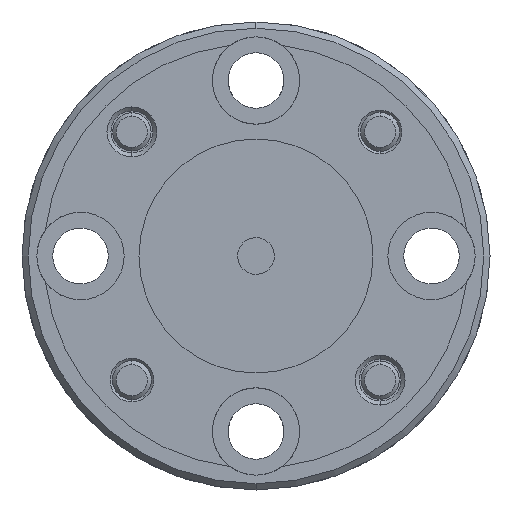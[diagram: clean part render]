
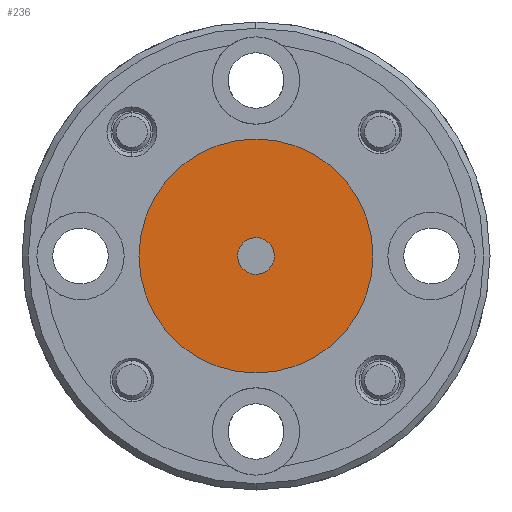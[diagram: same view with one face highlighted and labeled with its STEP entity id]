
A CAD part, left-side view. The second image highlights one B-rep face of the part: STEP entity #236.
In plain terms, the highlighted planar face has unit normal (-1, 0, 0).
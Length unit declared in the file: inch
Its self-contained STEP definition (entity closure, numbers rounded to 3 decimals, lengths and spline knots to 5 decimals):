
#34 = CARTESIAN_POINT ( 'NONE',  ( -0.7, 0.0184, 0.02332 ) ) ;
#153 = CARTESIAN_POINT ( 'NONE',  ( -0.7, 0.00407, -0.0295 ) ) ;
#236 = ADVANCED_FACE ( 'NONE', ( #2671, #6033 ), #1898, .T. ) ;
#277 = ORIENTED_EDGE ( 'NONE', *, *, #6677, .F. ) ;
#709 = CARTESIAN_POINT ( 'NONE',  ( -0.7, 0.00407, 0.0295 ) ) ;
#778 = DIRECTION ( 'NONE',  ( 1., 0., 0. ) ) ;
#834 = CARTESIAN_POINT ( 'NONE',  ( -0.7, 0.0184, -0.02332 ) ) ;
#847 = AXIS2_PLACEMENT_3D ( 'NONE', #8014, #2628, #7246 ) ;
#996 = VERTEX_POINT ( 'NONE', #2745 ) ;
#1195 = CARTESIAN_POINT ( 'NONE',  ( -0.7, 0.02086, 0.02086 ) ) ;
#1400 = CARTESIAN_POINT ( 'NONE',  ( -0.7, -0.0153, 0.02552 ) ) ;
#1557 = B_SPLINE_CURVE_WITH_KNOTS ( 'NONE', 3,
 ( #8060, #834, #3542, #5549, #153, #2987, #2188, #8309, #6287, #5595 ),
 .UNSPECIFIED., .F., .F.,
 ( 4, 2, 2, 2, 4 ),
 ( 0., 0.25, 0.5, 0.75, 1. ),
 .UNSPECIFIED. ) ;
#1618 = VERTEX_POINT ( 'NONE', #1934 ) ;
#1748 = ORIENTED_EDGE ( 'NONE', *, *, #4671, .F. ) ;
#1898 = PLANE ( 'NONE',  #847 ) ;
#1934 = CARTESIAN_POINT ( 'NONE',  ( -0.7, -0.02086, 0.02086 ) ) ;
#2051 = AXIS2_PLACEMENT_3D ( 'NONE', #3114, #5808, #2974 ) ;
#2061 = CARTESIAN_POINT ( 'NONE',  ( -0.7, -0.02552, -0.0153 ) ) ;
#2116 = B_SPLINE_CURVE_WITH_KNOTS ( 'NONE', 3,
 ( #6084, #2834, #4857, #6898, #4684, #8818, #4027, #5553, #6848, #7600 ),
 .UNSPECIFIED., .F., .F.,
 ( 4, 2, 2, 2, 4 ),
 ( 0., 0.25, 0.5, 0.75, 1. ),
 .UNSPECIFIED. ) ;
#2188 = CARTESIAN_POINT ( 'NONE',  ( -0.7, -0.00813, -0.02862 ) ) ;
#2515 = EDGE_LOOP ( 'NONE', ( #4722, #3776 ) ) ;
#2548 = CARTESIAN_POINT ( 'NONE',  ( -0.7, -0.02086, -0.02086 ) ) ;
#2628 = DIRECTION ( 'NONE',  ( -1., 0., 0. ) ) ;
#2671 = FACE_BOUND ( 'NONE', #6414, .T. ) ;
#2745 = CARTESIAN_POINT ( 'NONE',  ( -0.7, 0., -0.1875 ) ) ;
#2771 = EDGE_CURVE ( 'NONE', #4849, #8732, #2116, .T. ) ;
#2834 = CARTESIAN_POINT ( 'NONE',  ( -0.7, 0.02332, 0.0184 ) ) ;
#2974 = DIRECTION ( 'NONE',  ( 0., 0., -1. ) ) ;
#2987 = CARTESIAN_POINT ( 'NONE',  ( -0.7, -0.00407, -0.0295 ) ) ;
#3114 = CARTESIAN_POINT ( 'NONE',  ( -0.7, 0., 0. ) ) ;
#3286 = CARTESIAN_POINT ( 'NONE',  ( -0.7, -0.02086, 0.02086 ) ) ;
#3376 = CARTESIAN_POINT ( 'NONE',  ( -0.7, -0.02862, -0.00813 ) ) ;
#3416 = CARTESIAN_POINT ( 'NONE',  ( -0.7, -0.02332, -0.0184 ) ) ;
#3422 = CARTESIAN_POINT ( 'NONE',  ( -0.7, 0.00813, 0.02862 ) ) ;
#3524 = CARTESIAN_POINT ( 'NONE',  ( -0.7, 0., 0. ) ) ;
#3542 = CARTESIAN_POINT ( 'NONE',  ( -0.7, 0.0153, -0.02552 ) ) ;
#3602 = DIRECTION ( 'NONE',  ( 0., 0., -1. ) ) ;
#3716 = ORIENTED_EDGE ( 'NONE', *, *, #2771, .F. ) ;
#3722 = ORIENTED_EDGE ( 'NONE', *, *, #4752, .F. ) ;
#3776 = ORIENTED_EDGE ( 'NONE', *, *, #4336, .F. ) ;
#4027 = CARTESIAN_POINT ( 'NONE',  ( -0.7, 0.02862, -0.00813 ) ) ;
#4066 = CARTESIAN_POINT ( 'NONE',  ( -0.7, -0.0295, 0.00407 ) ) ;
#4336 = EDGE_CURVE ( 'NONE', #5854, #996, #6989, .T. ) ;
#4671 = EDGE_CURVE ( 'NONE', #1618, #4849, #6958, .T. ) ;
#4679 = CARTESIAN_POINT ( 'NONE',  ( -0.7, -0.02086, -0.02086 ) ) ;
#4684 = CARTESIAN_POINT ( 'NONE',  ( -0.7, 0.0295, 0.00407 ) ) ;
#4693 = CIRCLE ( 'NONE', #6987, 0.1875 ) ;
#4722 = ORIENTED_EDGE ( 'NONE', *, *, #5294, .F. ) ;
#4752 = EDGE_CURVE ( 'NONE', #8732, #8274, #1557, .T. ) ;
#4811 = CARTESIAN_POINT ( 'NONE',  ( -0.7, -0.02332, 0.0184 ) ) ;
#4849 = VERTEX_POINT ( 'NONE', #1195 ) ;
#4857 = CARTESIAN_POINT ( 'NONE',  ( -0.7, 0.02552, 0.0153 ) ) ;
#5294 = EDGE_CURVE ( 'NONE', #996, #5854, #4693, .T. ) ;
#5476 = CARTESIAN_POINT ( 'NONE',  ( -0.7, -0.02086, 0.02086 ) ) ;
#5477 = CARTESIAN_POINT ( 'NONE',  ( -0.7, -0.00813, 0.02862 ) ) ;
#5549 = CARTESIAN_POINT ( 'NONE',  ( -0.7, 0.00813, -0.02862 ) ) ;
#5553 = CARTESIAN_POINT ( 'NONE',  ( -0.7, 0.02552, -0.0153 ) ) ;
#5595 = CARTESIAN_POINT ( 'NONE',  ( -0.7, -0.02086, -0.02086 ) ) ;
#5788 = CARTESIAN_POINT ( 'NONE',  ( -0.7, 0., 0.1875 ) ) ;
#5808 = DIRECTION ( 'NONE',  ( 1., 0., 0. ) ) ;
#5854 = VERTEX_POINT ( 'NONE', #5788 ) ;
#6033 = FACE_OUTER_BOUND ( 'NONE', #2515, .T. ) ;
#6084 = CARTESIAN_POINT ( 'NONE',  ( -0.7, 0.02086, 0.02086 ) ) ;
#6123 = CARTESIAN_POINT ( 'NONE',  ( -0.7, 0.0153, 0.02552 ) ) ;
#6287 = CARTESIAN_POINT ( 'NONE',  ( -0.7, -0.0184, -0.02332 ) ) ;
#6414 = EDGE_LOOP ( 'NONE', ( #3722, #3716, #1748, #277 ) ) ;
#6478 = B_SPLINE_CURVE_WITH_KNOTS ( 'NONE', 3,
 ( #4679, #3416, #2061, #3376, #7472, #4066, #8185, #7417, #4811, #5476 ),
 .UNSPECIFIED., .F., .F.,
 ( 4, 2, 2, 2, 4 ),
 ( 0., 0.25, 0.5, 0.75, 1. ),
 .UNSPECIFIED. ) ;
#6677 = EDGE_CURVE ( 'NONE', #8274, #1618, #6478, .T. ) ;
#6848 = CARTESIAN_POINT ( 'NONE',  ( -0.7, 0.02332, -0.0184 ) ) ;
#6898 = CARTESIAN_POINT ( 'NONE',  ( -0.7, 0.02862, 0.00813 ) ) ;
#6958 = B_SPLINE_CURVE_WITH_KNOTS ( 'NONE', 3,
 ( #3286, #7476, #1400, #5477, #8231, #709, #3422, #6123, #34, #8187 ),
 .UNSPECIFIED., .F., .F.,
 ( 4, 2, 2, 2, 4 ),
 ( 0., 0.25, 0.5, 0.75, 1. ),
 .UNSPECIFIED. ) ;
#6987 = AXIS2_PLACEMENT_3D ( 'NONE', #3524, #778, #3602 ) ;
#6989 = CIRCLE ( 'NONE', #2051, 0.1875 ) ;
#7246 = DIRECTION ( 'NONE',  ( 0., 0., 1. ) ) ;
#7417 = CARTESIAN_POINT ( 'NONE',  ( -0.7, -0.02552, 0.0153 ) ) ;
#7472 = CARTESIAN_POINT ( 'NONE',  ( -0.7, -0.0295, -0.00407 ) ) ;
#7476 = CARTESIAN_POINT ( 'NONE',  ( -0.7, -0.0184, 0.02332 ) ) ;
#7600 = CARTESIAN_POINT ( 'NONE',  ( -0.7, 0.02086, -0.02086 ) ) ;
#7629 = CARTESIAN_POINT ( 'NONE',  ( -0.7, 0.02086, -0.02086 ) ) ;
#8014 = CARTESIAN_POINT ( 'NONE',  ( -0.7, 0.1875, 0. ) ) ;
#8060 = CARTESIAN_POINT ( 'NONE',  ( -0.7, 0.02086, -0.02086 ) ) ;
#8185 = CARTESIAN_POINT ( 'NONE',  ( -0.7, -0.02862, 0.00813 ) ) ;
#8187 = CARTESIAN_POINT ( 'NONE',  ( -0.7, 0.02086, 0.02086 ) ) ;
#8231 = CARTESIAN_POINT ( 'NONE',  ( -0.7, -0.00407, 0.0295 ) ) ;
#8274 = VERTEX_POINT ( 'NONE', #2548 ) ;
#8309 = CARTESIAN_POINT ( 'NONE',  ( -0.7, -0.0153, -0.02552 ) ) ;
#8732 = VERTEX_POINT ( 'NONE', #7629 ) ;
#8818 = CARTESIAN_POINT ( 'NONE',  ( -0.7, 0.0295, -0.00407 ) ) ;
